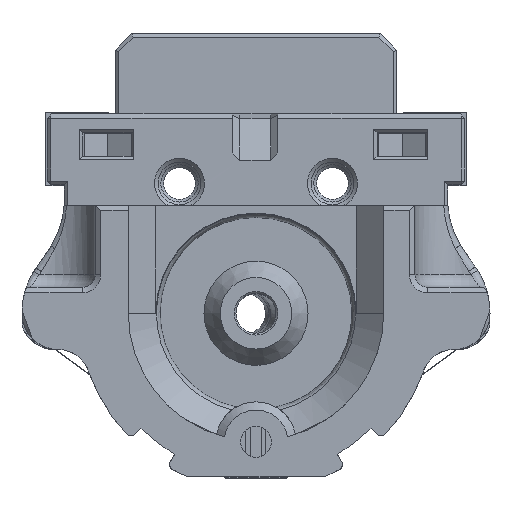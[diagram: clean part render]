
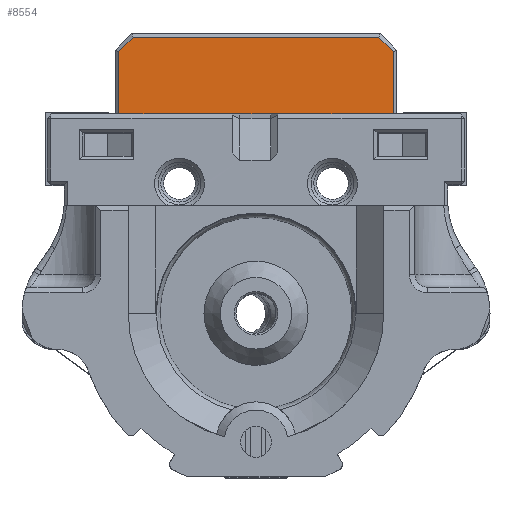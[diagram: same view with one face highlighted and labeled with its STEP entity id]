
A CAD part, top view. The second image highlights one B-rep face of the part: STEP entity #8554.
In plain terms, the highlighted planar face has unit normal (0, 0, 1).
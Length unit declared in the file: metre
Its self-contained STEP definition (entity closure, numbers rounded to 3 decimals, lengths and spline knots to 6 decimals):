
#1733=ORIENTED_EDGE('',*,*,#3818,.F.);
#1734=ORIENTED_EDGE('',*,*,#3819,.T.);
#1735=ORIENTED_EDGE('',*,*,#3820,.T.);
#1736=ORIENTED_EDGE('',*,*,#3821,.T.);
#1737=ORIENTED_EDGE('',*,*,#3822,.T.);
#1738=ORIENTED_EDGE('',*,*,#3823,.T.);
#1739=ORIENTED_EDGE('',*,*,#3824,.T.);
#1740=ORIENTED_EDGE('',*,*,#3825,.T.);
#3818=EDGE_CURVE('',#4919,#4920,#5769,.T.);
#3819=EDGE_CURVE('',#4919,#4921,#5770,.T.);
#3820=EDGE_CURVE('',#4921,#4922,#5771,.T.);
#3821=EDGE_CURVE('',#4922,#4923,#5772,.T.);
#3822=EDGE_CURVE('',#4923,#4924,#5773,.T.);
#3823=EDGE_CURVE('',#4924,#4925,#5774,.T.);
#3824=EDGE_CURVE('',#4925,#4926,#5775,.T.);
#3825=EDGE_CURVE('',#4926,#4920,#5776,.T.);
#4919=VERTEX_POINT('',#13248);
#4920=VERTEX_POINT('',#13249);
#4921=VERTEX_POINT('',#13251);
#4922=VERTEX_POINT('',#13253);
#4923=VERTEX_POINT('',#13255);
#4924=VERTEX_POINT('',#13257);
#4925=VERTEX_POINT('',#13259);
#4926=VERTEX_POINT('',#13261);
#5769=LINE('',#13247,#6614);
#5770=LINE('',#13250,#6615);
#5771=LINE('',#13252,#6616);
#5772=LINE('',#13254,#6617);
#5773=LINE('',#13256,#6618);
#5774=LINE('',#13258,#6619);
#5775=LINE('',#13260,#6620);
#5776=LINE('',#13262,#6621);
#6614=VECTOR('',#10495,1.);
#6615=VECTOR('',#10496,1.);
#6616=VECTOR('',#10497,1.);
#6617=VECTOR('',#10498,1.);
#6618=VECTOR('',#10499,1.);
#6619=VECTOR('',#10500,1.);
#6620=VECTOR('',#10501,1.);
#6621=VECTOR('',#10502,1.);
#7175=EDGE_LOOP('',(#1733,#1734,#1735,#1736,#1737,#1738,#1739,#1740));
#7714=FACE_BOUND('',#7175,.T.);
#8215=PLANE('',#9139);
#8554=ADVANCED_FACE('',(#7714),#8215,.F.);
#9139=AXIS2_PLACEMENT_3D('',#13246,#10493,#10494);
#10493=DIRECTION('',(0.,0.,-1.));
#10494=DIRECTION('',(-1.,0.,0.));
#10495=DIRECTION('',(-1.,0.,0.));
#10496=DIRECTION('',(0.707,-0.707,0.));
#10497=DIRECTION('',(0.,1.,0.));
#10498=DIRECTION('',(-0.707,0.707,0.));
#10499=DIRECTION('',(-1.,0.,0.));
#10500=DIRECTION('',(-0.707,-0.707,0.));
#10501=DIRECTION('',(0.,-1.,0.));
#10502=DIRECTION('',(0.707,0.707,0.));
#13246=CARTESIAN_POINT('',(0.500001,0.000275,-0.01105));
#13247=CARTESIAN_POINT('',(0.477452,0.02195,-0.01105));
#13248=CARTESIAN_POINT('',(0.514992,0.02195,-0.01105));
#13249=CARTESIAN_POINT('',(0.485008,0.02195,-0.01105));
#13250=CARTESIAN_POINT('',(0.518405,0.018537,-0.01105));
#13251=CARTESIAN_POINT('',(0.515092,0.02185,-0.01105));
#13252=CARTESIAN_POINT('',(0.515092,0.000275,-0.01105));
#13253=CARTESIAN_POINT('',(0.515092,0.028825,-0.01105));
#13254=CARTESIAN_POINT('',(0.513409,0.030508,-0.01105));
#13255=CARTESIAN_POINT('',(0.513526,0.030391,-0.01105));
#13256=CARTESIAN_POINT('',(0.500001,0.030391,-0.01105));
#13257=CARTESIAN_POINT('',(0.486474,0.030391,-0.01105));
#13258=CARTESIAN_POINT('',(0.484791,0.028708,-0.01105));
#13259=CARTESIAN_POINT('',(0.484908,0.028825,-0.01105));
#13260=CARTESIAN_POINT('',(0.484908,0.000275,-0.01105));
#13261=CARTESIAN_POINT('',(0.484908,0.02185,-0.01105));
#13262=CARTESIAN_POINT('',(0.48472,0.021662,-0.01105));
